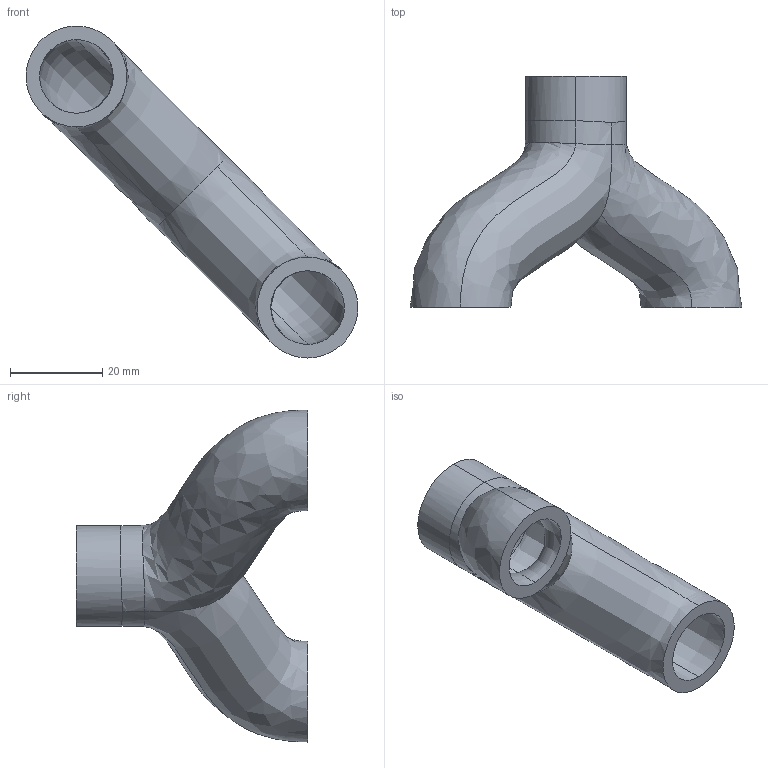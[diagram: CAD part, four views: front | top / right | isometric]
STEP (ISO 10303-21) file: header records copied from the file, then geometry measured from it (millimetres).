
FILE_DESCRIPTION (( 'STEP AP203' ), '1' );
FILE_NAME ('2WayValve.STEP', '2020-03-17T11:11:59', ( '' ), ( '' ), 'SwSTEP 2.0', 'SolidWorks 2019', '' );
FILE_SCHEMA (( 'CONFIG_CONTROL_DESIGN' ));
Length unit declared in the file: millimetre
Products named in the file (2): 2WayValve
Bounding box: 71.81 x 50 x 71.81 mm (x, y, z)
Volume: 18659.1 mm3; surface area: 13155.2 mm2
Topology: 1 solids, 1 shells, 27 faces, 68 edges, 42 vertices
Faces by surface type: bspline 16, cylinder 6, plane 5
Entity records: 27878 total; most frequent: CARTESIAN_POINT 27226, ORIENTED_EDGE 136, EDGE_CURVE 68, B_SPLINE_CURVE_WITH_KNOTS 54, DIRECTION 50, VERTEX_POINT 42, EDGE_LOOP 30, FACE_OUTER_BOUND 27
